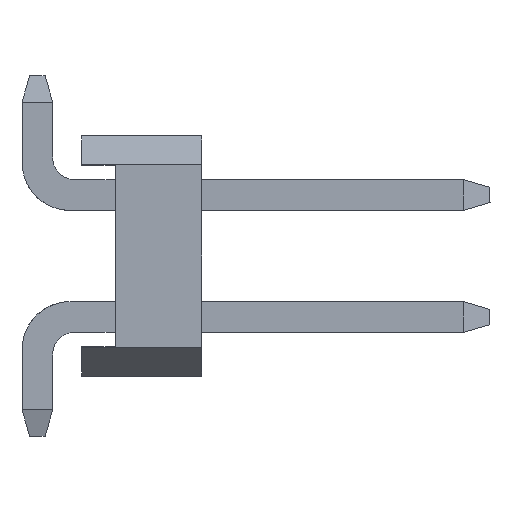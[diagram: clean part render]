
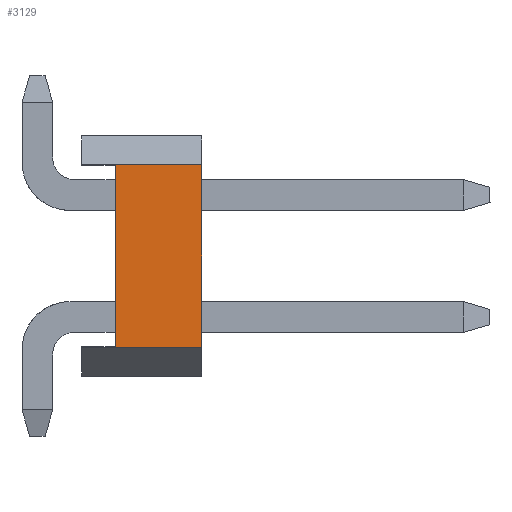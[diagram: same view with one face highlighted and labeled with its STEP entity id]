
A CAD part, left-side view. The second image highlights one B-rep face of the part: STEP entity #3129.
In plain terms, the highlighted planar face has unit normal (-1, 0, 0).
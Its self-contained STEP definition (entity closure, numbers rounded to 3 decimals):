
#198 = LINE ( 'NONE', #4022, #3161 ) ;
#201 = ORIENTED_EDGE ( 'NONE', *, *, #1434, .T. ) ;
#256 = CARTESIAN_POINT ( 'NONE',  ( -3.81, 0., 0. ) ) ;
#611 = VERTEX_POINT ( 'NONE', #2244 ) ;
#648 = ORIENTED_EDGE ( 'NONE', *, *, #1713, .T. ) ;
#689 = DIRECTION ( 'NONE',  ( 0., 0., -1. ) ) ;
#742 = DIRECTION ( 'NONE',  ( 0., 0., -1. ) ) ;
#908 = DIRECTION ( 'NONE',  ( 0., -1., 0. ) ) ;
#911 = VERTEX_POINT ( 'NONE', #2081 ) ;
#941 = CARTESIAN_POINT ( 'NONE',  ( -3.81, 0., 1.9 ) ) ;
#1071 = DIRECTION ( 'NONE',  ( 0., 0., 1. ) ) ;
#1080 = VECTOR ( 'NONE', #689, 1000. ) ;
#1090 = EDGE_LOOP ( 'NONE', ( #5389, #201, #2983, #4807, #3108, #1567, #4190, #648 ) ) ;
#1213 = LINE ( 'NONE', #3165, #1080 ) ;
#1343 = CARTESIAN_POINT ( 'NONE',  ( -3.81, 0.15, -1.89 ) ) ;
#1347 = CARTESIAN_POINT ( 'NONE',  ( -3.81, 0., 0. ) ) ;
#1418 = VERTEX_POINT ( 'NONE', #1716 ) ;
#1434 = EDGE_CURVE ( 'NONE', #5274, #3309, #5364, .T. ) ;
#1530 = LINE ( 'NONE', #3958, #3413 ) ;
#1567 = ORIENTED_EDGE ( 'NONE', *, *, #3139, .F. ) ;
#1713 = EDGE_CURVE ( 'NONE', #3994, #3107, #198, .T. ) ;
#1716 = CARTESIAN_POINT ( 'NONE',  ( -3.81, 0., -1.89 ) ) ;
#1862 = CARTESIAN_POINT ( 'NONE',  ( -3.81, 0., 1.89 ) ) ;
#1920 = CARTESIAN_POINT ( 'NONE',  ( -3.81, -0.7, 0. ) ) ;
#2081 = CARTESIAN_POINT ( 'NONE',  ( -3.81, 0., -1.9 ) ) ;
#2120 = VECTOR ( 'NONE', #4213, 1000. ) ;
#2244 = CARTESIAN_POINT ( 'NONE',  ( -3.81, -2.5, 1.9 ) ) ;
#2314 = PLANE ( 'NONE',  #4402 ) ;
#2379 = CARTESIAN_POINT ( 'NONE',  ( -3.81, -2.5, -1.9 ) ) ;
#2627 = CARTESIAN_POINT ( 'NONE',  ( -3.81, 0., 1.9 ) ) ;
#2917 = LINE ( 'NONE', #1343, #3179 ) ;
#2983 = ORIENTED_EDGE ( 'NONE', *, *, #3985, .F. ) ;
#3107 = VERTEX_POINT ( 'NONE', #1862 ) ;
#3108 = ORIENTED_EDGE ( 'NONE', *, *, #5123, .T. ) ;
#3129 = ADVANCED_FACE ( 'NONE', ( #5111 ), #2314, .T. ) ;
#3139 = EDGE_CURVE ( 'NONE', #611, #4941, #1213, .T. ) ;
#3161 = VECTOR ( 'NONE', #4430, 1000. ) ;
#3165 = CARTESIAN_POINT ( 'NONE',  ( -3.81, -2.5, 0. ) ) ;
#3179 = VECTOR ( 'NONE', #3454, 1000. ) ;
#3189 = DIRECTION ( 'NONE',  ( 0., 1., 0. ) ) ;
#3206 = EDGE_CURVE ( 'NONE', #5274, #3107, #1530, .T. ) ;
#3309 = VERTEX_POINT ( 'NONE', #4885 ) ;
#3338 = LINE ( 'NONE', #1347, #2120 ) ;
#3353 = VECTOR ( 'NONE', #908, 1000. ) ;
#3413 = VECTOR ( 'NONE', #3189, 1000. ) ;
#3418 = VECTOR ( 'NONE', #3809, 1000. ) ;
#3454 = DIRECTION ( 'NONE',  ( 0., -1., 0. ) ) ;
#3597 = EDGE_CURVE ( 'NONE', #1418, #911, #3338, .T. ) ;
#3809 = DIRECTION ( 'NONE',  ( 0., 1., 0. ) ) ;
#3958 = CARTESIAN_POINT ( 'NONE',  ( -3.81, 0.15, 1.89 ) ) ;
#3985 = EDGE_CURVE ( 'NONE', #1418, #3309, #2917, .T. ) ;
#3994 = VERTEX_POINT ( 'NONE', #941 ) ;
#4022 = CARTESIAN_POINT ( 'NONE',  ( -3.81, 0., 0. ) ) ;
#4190 = ORIENTED_EDGE ( 'NONE', *, *, #5156, .T. ) ;
#4213 = DIRECTION ( 'NONE',  ( 0., 0., -1. ) ) ;
#4380 = DIRECTION ( 'NONE',  ( -1., 0., 0. ) ) ;
#4402 = AXIS2_PLACEMENT_3D ( 'NONE', #256, #4380, #1071 ) ;
#4414 = LINE ( 'NONE', #5114, #3353 ) ;
#4430 = DIRECTION ( 'NONE',  ( 0., 0., -1. ) ) ;
#4807 = ORIENTED_EDGE ( 'NONE', *, *, #3597, .T. ) ;
#4885 = CARTESIAN_POINT ( 'NONE',  ( -3.81, -0.7, -1.89 ) ) ;
#4920 = CARTESIAN_POINT ( 'NONE',  ( -3.81, -0.7, 1.89 ) ) ;
#4941 = VERTEX_POINT ( 'NONE', #2379 ) ;
#5111 = FACE_OUTER_BOUND ( 'NONE', #1090, .T. ) ;
#5114 = CARTESIAN_POINT ( 'NONE',  ( -3.81, 0., -1.9 ) ) ;
#5123 = EDGE_CURVE ( 'NONE', #911, #4941, #4414, .T. ) ;
#5156 = EDGE_CURVE ( 'NONE', #611, #3994, #5316, .T. ) ;
#5234 = VECTOR ( 'NONE', #742, 1000. ) ;
#5274 = VERTEX_POINT ( 'NONE', #4920 ) ;
#5316 = LINE ( 'NONE', #2627, #3418 ) ;
#5364 = LINE ( 'NONE', #1920, #5234 ) ;
#5389 = ORIENTED_EDGE ( 'NONE', *, *, #3206, .F. ) ;
